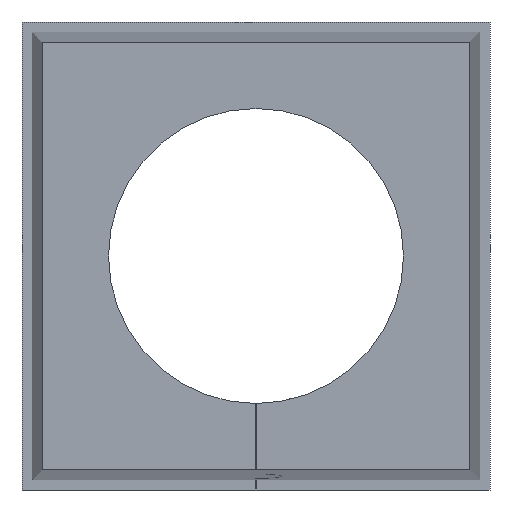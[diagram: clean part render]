
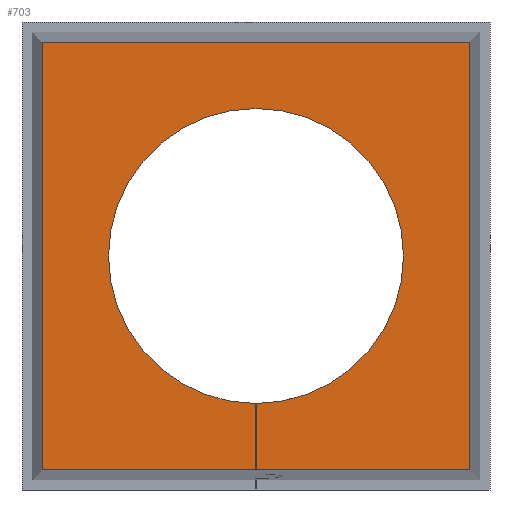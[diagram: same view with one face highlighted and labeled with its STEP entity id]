
A CAD part, front view. The second image highlights one B-rep face of the part: STEP entity #703.
In plain terms, the highlighted planar face has unit normal (0, -1, 0).
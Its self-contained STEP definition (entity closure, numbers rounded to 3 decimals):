
#14 = CARTESIAN_POINT ( 'NONE',  ( -0.005, -14.5, -14.5 ) ) ;
#28 = VERTEX_POINT ( 'NONE', #190 ) ;
#30 = CARTESIAN_POINT ( 'NONE',  ( -0.005, -14.5, -20.994 ) ) ;
#33 = CARTESIAN_POINT ( 'NONE',  ( 0., -14.5, 0. ) ) ;
#35 = ORIENTED_EDGE ( 'NONE', *, *, #38, .T. ) ;
#36 = LINE ( 'NONE', #726, #310 ) ;
#38 = EDGE_CURVE ( 'NONE', #759, #350, #238, .T. ) ;
#57 = AXIS2_PLACEMENT_3D ( 'NONE', #33, #460, #290 ) ;
#63 = ORIENTED_EDGE ( 'NONE', *, *, #385, .F. ) ;
#64 = EDGE_CURVE ( 'NONE', #764, #476, #754, .T. ) ;
#75 = LINE ( 'NONE', #82, #559 ) ;
#79 = CARTESIAN_POINT ( 'NONE',  ( -20.994, -14.5, -22. ) ) ;
#82 = CARTESIAN_POINT ( 'NONE',  ( 22., -14.5, -20.994 ) ) ;
#85 = CIRCLE ( 'NONE', #57, 14.5 ) ;
#86 = EDGE_CURVE ( 'NONE', #598, #350, #75, .T. ) ;
#98 = PLANE ( 'NONE',  #659 ) ;
#99 = DIRECTION ( 'NONE',  ( -1., 0., 0. ) ) ;
#145 = CARTESIAN_POINT ( 'NONE',  ( -20.994, -14.5, 20.994 ) ) ;
#159 = ORIENTED_EDGE ( 'NONE', *, *, #206, .T. ) ;
#164 = VECTOR ( 'NONE', #203, 1000. ) ;
#187 = VERTEX_POINT ( 'NONE', #30 ) ;
#190 = CARTESIAN_POINT ( 'NONE',  ( 20.994, -14.5, 20.994 ) ) ;
#199 = DIRECTION ( 'NONE',  ( 0., 0., 1. ) ) ;
#203 = DIRECTION ( 'NONE',  ( 1., 0., 0. ) ) ;
#206 = EDGE_CURVE ( 'NONE', #522, #419, #786, .T. ) ;
#229 = EDGE_CURVE ( 'NONE', #304, #759, #407, .T. ) ;
#234 = CARTESIAN_POINT ( 'NONE',  ( -14.5, -14.5, 0. ) ) ;
#238 = LINE ( 'NONE', #676, #681 ) ;
#240 = CARTESIAN_POINT ( 'NONE',  ( 0.005, -14.5, -14.5 ) ) ;
#248 = EDGE_CURVE ( 'NONE', #419, #304, #85, .T. ) ;
#274 = DIRECTION ( 'NONE',  ( 0., 0., 1. ) ) ;
#286 = DIRECTION ( 'NONE',  ( 0., 1., 0. ) ) ;
#290 = DIRECTION ( 'NONE',  ( -1., 0., 0. ) ) ;
#297 = ORIENTED_EDGE ( 'NONE', *, *, #229, .T. ) ;
#302 = LINE ( 'NONE', #429, #459 ) ;
#303 = EDGE_CURVE ( 'NONE', #187, #764, #589, .T. ) ;
#304 = VERTEX_POINT ( 'NONE', #718 ) ;
#306 = AXIS2_PLACEMENT_3D ( 'NONE', #348, #521, #528 ) ;
#310 = VECTOR ( 'NONE', #274, 1000. ) ;
#347 = DIRECTION ( 'NONE',  ( 0., 1., 0. ) ) ;
#348 = CARTESIAN_POINT ( 'NONE',  ( 0., -14.5, 0. ) ) ;
#350 = VERTEX_POINT ( 'NONE', #377 ) ;
#352 = DIRECTION ( 'NONE',  ( -1., 0., 0. ) ) ;
#370 = DIRECTION ( 'NONE',  ( 0., 0., -1. ) ) ;
#371 = VECTOR ( 'NONE', #199, 1000. ) ;
#377 = CARTESIAN_POINT ( 'NONE',  ( 0.005, -14.5, -20.994 ) ) ;
#382 = CARTESIAN_POINT ( 'NONE',  ( -22., -14.5, 20.994 ) ) ;
#385 = EDGE_CURVE ( 'NONE', #28, #598, #302, .T. ) ;
#405 = ORIENTED_EDGE ( 'NONE', *, *, #248, .T. ) ;
#406 = FACE_OUTER_BOUND ( 'NONE', #702, .T. ) ;
#407 = CIRCLE ( 'NONE', #306, 14.5 ) ;
#412 = ORIENTED_EDGE ( 'NONE', *, *, #86, .F. ) ;
#419 = VERTEX_POINT ( 'NONE', #234 ) ;
#426 = ORIENTED_EDGE ( 'NONE', *, *, #482, .F. ) ;
#429 = CARTESIAN_POINT ( 'NONE',  ( 20.994, -14.5, 22. ) ) ;
#439 = LINE ( 'NONE', #382, #164 ) ;
#440 = DIRECTION ( 'NONE',  ( -1., 0., 0. ) ) ;
#459 = VECTOR ( 'NONE', #556, 1000. ) ;
#460 = DIRECTION ( 'NONE',  ( 0., 1., 0. ) ) ;
#476 = VERTEX_POINT ( 'NONE', #145 ) ;
#482 = EDGE_CURVE ( 'NONE', #476, #28, #439, .T. ) ;
#483 = ORIENTED_EDGE ( 'NONE', *, *, #581, .T. ) ;
#496 = AXIS2_PLACEMENT_3D ( 'NONE', #778, #286, #99 ) ;
#516 = ORIENTED_EDGE ( 'NONE', *, *, #303, .F. ) ;
#520 = CARTESIAN_POINT ( 'NONE',  ( 20.994, -14.5, -20.994 ) ) ;
#521 = DIRECTION ( 'NONE',  ( 0., 1., 0. ) ) ;
#522 = VERTEX_POINT ( 'NONE', #14 ) ;
#528 = DIRECTION ( 'NONE',  ( -1., 0., 0. ) ) ;
#556 = DIRECTION ( 'NONE',  ( 0., 0., -1. ) ) ;
#559 = VECTOR ( 'NONE', #440, 1000. ) ;
#581 = EDGE_CURVE ( 'NONE', #187, #522, #36, .T. ) ;
#589 = LINE ( 'NONE', #665, #642 ) ;
#592 = DIRECTION ( 'NONE',  ( 1., 0., 0. ) ) ;
#598 = VERTEX_POINT ( 'NONE', #520 ) ;
#642 = VECTOR ( 'NONE', #352, 1000. ) ;
#659 = AXIS2_PLACEMENT_3D ( 'NONE', #720, #347, #592 ) ;
#665 = CARTESIAN_POINT ( 'NONE',  ( 22., -14.5, -20.994 ) ) ;
#676 = CARTESIAN_POINT ( 'NONE',  ( 0.005, -14.5, -11.5 ) ) ;
#678 = CARTESIAN_POINT ( 'NONE',  ( -20.994, -14.5, -20.994 ) ) ;
#681 = VECTOR ( 'NONE', #370, 1000. ) ;
#693 = ORIENTED_EDGE ( 'NONE', *, *, #64, .F. ) ;
#702 = EDGE_LOOP ( 'NONE', ( #483, #159, #405, #297, #35, #412, #63, #426, #693, #516 ) ) ;
#703 = ADVANCED_FACE ( 'NONE', ( #406 ), #98, .F. ) ;
#718 = CARTESIAN_POINT ( 'NONE',  ( 14.5, -14.5, 0. ) ) ;
#720 = CARTESIAN_POINT ( 'NONE',  ( 0., -14.5, 0. ) ) ;
#726 = CARTESIAN_POINT ( 'NONE',  ( -0.005, -14.5, -11.5 ) ) ;
#754 = LINE ( 'NONE', #79, #371 ) ;
#759 = VERTEX_POINT ( 'NONE', #240 ) ;
#764 = VERTEX_POINT ( 'NONE', #678 ) ;
#778 = CARTESIAN_POINT ( 'NONE',  ( 0., -14.5, 0. ) ) ;
#786 = CIRCLE ( 'NONE', #496, 14.5 ) ;
